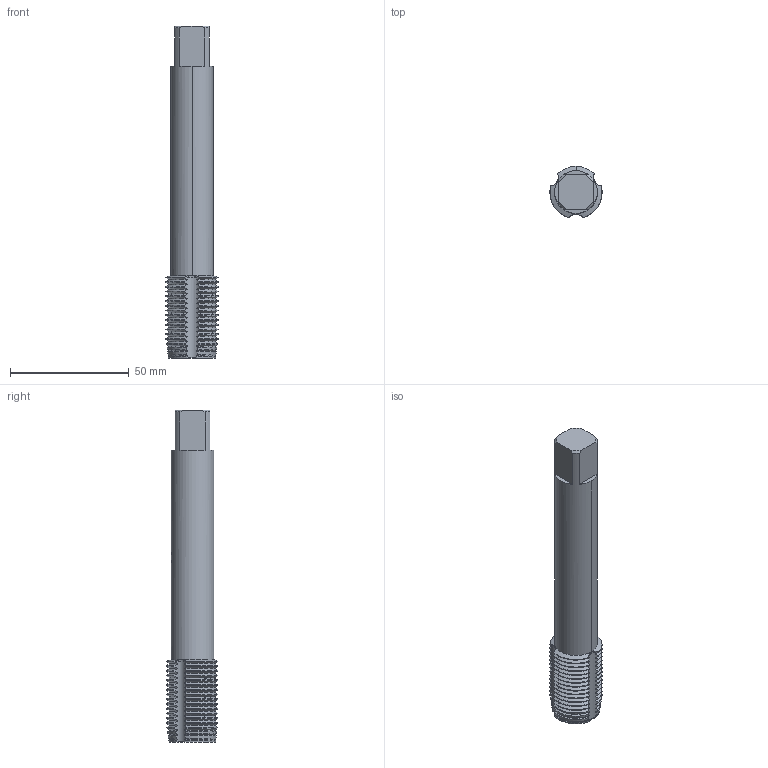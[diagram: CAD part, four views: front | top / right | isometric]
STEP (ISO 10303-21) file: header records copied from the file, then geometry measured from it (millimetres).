
FILE_DESCRIPTION(('no description'),'unknown implementation level');
FILE_NAME('solidjKSnB_JRuHE4vSvWB4MfYr3SMFY_1.STP',' ',('CIM GmbH Aachen'),('CADClick - KiM GmbH - www.kimweb.de'),'unknown preprocess','ACIS','unknown authorization');
FILE_SCHEMA(('automotive_design'));
Length unit declared in the file: millimetre
Products named in the file (2): 1; 2
Bounding box: 22 x 21.59 x 140 mm (x, y, z)
Volume: 37179.8 mm3; surface area: 14004.2 mm2
Topology: 2 solids, 2 shells, 381 faces, 1055 edges, 678 vertices
Faces by surface type: cone 200, cylinder 161, plane 17, torus 3
Entity records: 25449 total; most frequent: CARTESIAN_POINT 4101, STYLED_ITEM 2116, PRESENTATION_STYLE_ASSIGNMENT 2116, COLOUR_RGB 2116, ORIENTED_EDGE 2110, DIRECTION 1992, EDGE_CURVE 1055, CURVE_STYLE 1055
